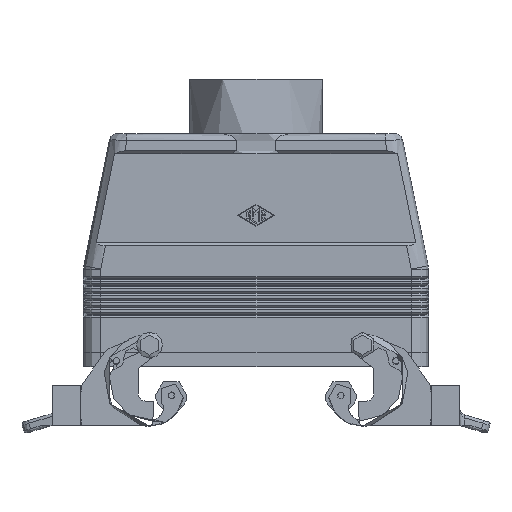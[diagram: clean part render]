
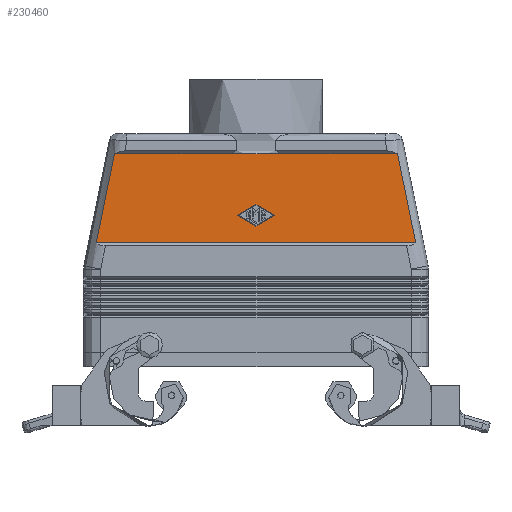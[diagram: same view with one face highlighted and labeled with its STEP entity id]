
A CAD part, front view. The second image highlights one B-rep face of the part: STEP entity #230460.
In plain terms, the highlighted planar face has unit normal (0, -1, 0).
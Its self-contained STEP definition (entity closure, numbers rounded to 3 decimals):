
#12990=CARTESIAN_POINT('',(55.525,-20.5,43.));
#13000=VERTEX_POINT('',#12990);
#13030=CARTESIAN_POINT('',(49.191,-20.5,74.));
#13040=DIRECTION('',(0.2,0.,-0.98));
#13050=VECTOR('',#13040,31.64);
#13060=LINE('',#13030,#13050);
#13070=CARTESIAN_POINT('',(49.191,-20.5,74.));
#13080=VERTEX_POINT('',#13070);
#13090=EDGE_CURVE('',#13080,#13000,#13060,.T.);
#15230=CARTESIAN_POINT('',(-49.191,-20.5,74.));
#15240=VERTEX_POINT('',#15230);
#15270=CARTESIAN_POINT('',(-55.525,-20.5,43.));
#15280=DIRECTION('',(0.2,0.,0.98));
#15290=VECTOR('',#15280,31.64);
#15300=LINE('',#15270,#15290);
#15310=CARTESIAN_POINT('',(-55.525,-20.5,43.));
#15320=VERTEX_POINT('',#15310);
#15330=EDGE_CURVE('',#15320,#15240,#15300,.T.);
#96930=CARTESIAN_POINT('',(9.274,-20.5,74.));
#96940=VERTEX_POINT('',#96930);
#97020=CARTESIAN_POINT('',(-9.274,-20.5,74.));
#97030=VERTEX_POINT('',#97020);
#98280=CARTESIAN_POINT('',(-9.274,-20.5,74.));
#98290=DIRECTION('',(1.,0.,0.));
#98300=VECTOR('',#98290,18.547);
#98310=LINE('',#98280,#98300);
#98320=EDGE_CURVE('',#97030,#96940,#98310,.T.);
#99930=CARTESIAN_POINT('',(9.274,-20.5,74.));
#99940=DIRECTION('',(1.,0.,0.));
#99950=VECTOR('',#99940,39.918);
#99960=LINE('',#99930,#99950);
#99970=EDGE_CURVE('',#96940,#13080,#99960,.T.);
#100080=CARTESIAN_POINT('',(-49.191,-20.5,74.));
#100090=DIRECTION('',(1.,0.,0.));
#100100=VECTOR('',#100090,39.918);
#100110=LINE('',#100080,#100100);
#100120=EDGE_CURVE('',#15240,#97030,#100110,.T.);
#195310=CARTESIAN_POINT('',(-55.525,-20.5,43.));
#195320=DIRECTION('',(1.,0.,0.));
#195330=VECTOR('',#195320,111.049);
#195340=LINE('',#195310,#195330);
#195350=EDGE_CURVE('',#15320,#13000,#195340,.T.);
#211020=CARTESIAN_POINT('',(-6.5,-20.5,52.65));
#211030=VERTEX_POINT('',#211020);
#211110=CARTESIAN_POINT('',(0.,-20.5,48.901));
#211120=VERTEX_POINT('',#211110);
#211150=CARTESIAN_POINT('',(0.,-20.5,48.901));
#211160=DIRECTION('',(-0.866,0.,0.5));
#211170=VECTOR('',#211160,7.504);
#211180=LINE('',#211150,#211170);
#211190=EDGE_CURVE('',#211120,#211030,#211180,.T.);
#218340=CARTESIAN_POINT('',(6.5,-20.5,52.65));
#218350=VERTEX_POINT('',#218340);
#218380=CARTESIAN_POINT('',(6.5,-20.5,52.65));
#218390=DIRECTION('',(-0.866,0.,-0.5));
#218400=VECTOR('',#218390,7.504);
#218410=LINE('',#218380,#218400);
#218420=EDGE_CURVE('',#218350,#211120,#218410,.T.);
#219660=CARTESIAN_POINT('',(0.,-20.5,56.399));
#219670=VERTEX_POINT('',#219660);
#219720=CARTESIAN_POINT('',(-6.5,-20.5,52.65));
#219730=DIRECTION('',(0.866,0.,0.5));
#219740=VECTOR('',#219730,7.504);
#219750=LINE('',#219720,#219740);
#219760=EDGE_CURVE('',#211030,#219670,#219750,.T.);
#228100=CARTESIAN_POINT('',(0.,-20.5,56.399));
#228110=DIRECTION('',(0.866,0.,-0.5));
#228120=VECTOR('',#228110,7.504);
#228130=LINE('',#228100,#228120);
#228140=EDGE_CURVE('',#219670,#218350,#228130,.T.);
#230270=CARTESIAN_POINT('',(0.,-20.5,74.));
#230280=DIRECTION('',(0.,1.,0.));
#230290=DIRECTION('',(0.,0.,1.));
#230300=AXIS2_PLACEMENT_3D('',#230270,#230280,#230290);
#230310=PLANE('',#230300);
#230320=ORIENTED_EDGE('',*,*,#195350,.T.);
#230330=ORIENTED_EDGE('',*,*,#15330,.F.);
#230340=ORIENTED_EDGE('',*,*,#100120,.F.);
#230350=ORIENTED_EDGE('',*,*,#98320,.F.);
#230360=ORIENTED_EDGE('',*,*,#99970,.F.);
#230370=ORIENTED_EDGE('',*,*,#13090,.F.);
#230380=EDGE_LOOP('',(#230370,#230360,#230350,#230340,#230330,#230320));
#230390=FACE_OUTER_BOUND('',#230380,.T.);
#230400=ORIENTED_EDGE('',*,*,#218420,.T.);
#230410=ORIENTED_EDGE('',*,*,#228140,.T.);
#230420=ORIENTED_EDGE('',*,*,#219760,.T.);
#230430=ORIENTED_EDGE('',*,*,#211190,.T.);
#230440=EDGE_LOOP('',(#230430,#230420,#230410,#230400));
#230450=FACE_BOUND('',#230440,.T.);
#230460=ADVANCED_FACE('',(#230390,#230450),#230310,.F.);
